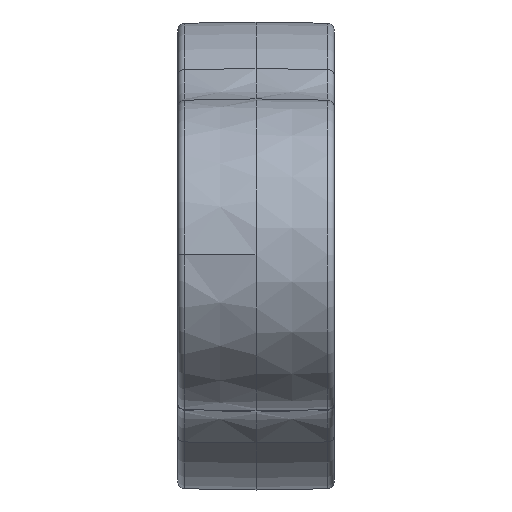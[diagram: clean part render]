
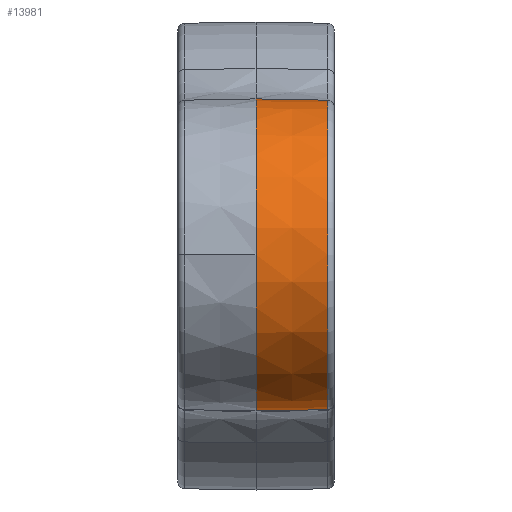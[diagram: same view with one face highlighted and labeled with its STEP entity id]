
A CAD part, top view. The second image highlights one B-rep face of the part: STEP entity #13981.
In plain terms, the highlighted conical face has half-angle 1 degrees and reference radius 6.35 mm.
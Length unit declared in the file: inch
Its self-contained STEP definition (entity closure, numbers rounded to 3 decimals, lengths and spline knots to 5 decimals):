
#537 = DIRECTION ( 'NONE',  ( -1., -0.017, 0. ) ) ;
#1036 = DIRECTION ( 'NONE',  ( 0., 0., -1. ) ) ;
#1120 = ORIENTED_EDGE ( 'NONE', *, *, #5617, .T. ) ;
#1191 = AXIS2_PLACEMENT_3D ( 'NONE', #12241, #6223, #12316 ) ;
#2243 = AXIS2_PLACEMENT_3D ( 'NONE', #2444, #10676, #8402 ) ;
#2285 = VERTEX_POINT ( 'NONE', #3224 ) ;
#2330 = DIRECTION ( 'NONE',  ( 1., 0., 0. ) ) ;
#2431 = EDGE_CURVE ( 'NONE', #2824, #9815, #11614, .T. ) ;
#2444 = CARTESIAN_POINT ( 'NONE',  ( 0.11517, 0., 1. ) ) ;
#2498 = LINE ( 'NONE', #14221, #5534 ) ;
#2677 = CONICAL_SURFACE ( 'NONE', #1191, 0.25, 0.017 ) ;
#2824 = VERTEX_POINT ( 'NONE', #2967 ) ;
#2967 = CARTESIAN_POINT ( 'NONE',  ( 0., 0., 1.25 ) ) ;
#3224 = CARTESIAN_POINT ( 'NONE',  ( 0.11517, 0.24799, 1. ) ) ;
#3381 = CARTESIAN_POINT ( 'NONE',  ( 0., 0., 1. ) ) ;
#3879 = CARTESIAN_POINT ( 'NONE',  ( 0., 0.25, 1. ) ) ;
#4040 = VERTEX_POINT ( 'NONE', #3879 ) ;
#4786 = CARTESIAN_POINT ( 'NONE',  ( 0., 0., 1. ) ) ;
#5172 = EDGE_CURVE ( 'NONE', #8119, #2285, #11265, .T. ) ;
#5534 = VECTOR ( 'NONE', #8231, 39.37008 ) ;
#5617 = EDGE_CURVE ( 'NONE', #2285, #4040, #2498, .T. ) ;
#5814 = VECTOR ( 'NONE', #537, 39.37008 ) ;
#6223 = DIRECTION ( 'NONE',  ( -1., 0., 0. ) ) ;
#6502 = EDGE_CURVE ( 'NONE', #8119, #9815, #7645, .T. ) ;
#7116 = DIRECTION ( 'NONE',  ( 0., 0., -1. ) ) ;
#7645 = LINE ( 'NONE', #12400, #5814 ) ;
#7828 = AXIS2_PLACEMENT_3D ( 'NONE', #4786, #2330, #7116 ) ;
#8119 = VERTEX_POINT ( 'NONE', #14166 ) ;
#8148 = DIRECTION ( 'NONE',  ( 1., 0., 0. ) ) ;
#8231 = DIRECTION ( 'NONE',  ( -1., 0.017, 0. ) ) ;
#8402 = DIRECTION ( 'NONE',  ( 0., 0., 1. ) ) ;
#9638 = CARTESIAN_POINT ( 'NONE',  ( 0., -0.25, 1. ) ) ;
#9815 = VERTEX_POINT ( 'NONE', #9638 ) ;
#10248 = EDGE_LOOP ( 'NONE', ( #10910, #12621, #1120, #14933, #11363 ) ) ;
#10676 = DIRECTION ( 'NONE',  ( -1., 0., 0. ) ) ;
#10910 = ORIENTED_EDGE ( 'NONE', *, *, #6502, .F. ) ;
#11265 = CIRCLE ( 'NONE', #2243, 0.24799 ) ;
#11363 = ORIENTED_EDGE ( 'NONE', *, *, #2431, .T. ) ;
#11614 = CIRCLE ( 'NONE', #14093, 0.25 ) ;
#11751 = EDGE_CURVE ( 'NONE', #4040, #2824, #14299, .T. ) ;
#12241 = CARTESIAN_POINT ( 'NONE',  ( 0., 0., 1. ) ) ;
#12316 = DIRECTION ( 'NONE',  ( 0., 0., -1. ) ) ;
#12400 = CARTESIAN_POINT ( 'NONE',  ( 0., -0.25, 1. ) ) ;
#12621 = ORIENTED_EDGE ( 'NONE', *, *, #5172, .T. ) ;
#13981 = ADVANCED_FACE ( 'NONE', ( #14577 ), #2677, .T. ) ;
#14093 = AXIS2_PLACEMENT_3D ( 'NONE', #3381, #8148, #1036 ) ;
#14166 = CARTESIAN_POINT ( 'NONE',  ( 0.11517, -0.24799, 1. ) ) ;
#14221 = CARTESIAN_POINT ( 'NONE',  ( 0., 0.25, 1. ) ) ;
#14299 = CIRCLE ( 'NONE', #7828, 0.25 ) ;
#14577 = FACE_OUTER_BOUND ( 'NONE', #10248, .T. ) ;
#14933 = ORIENTED_EDGE ( 'NONE', *, *, #11751, .T. ) ;
